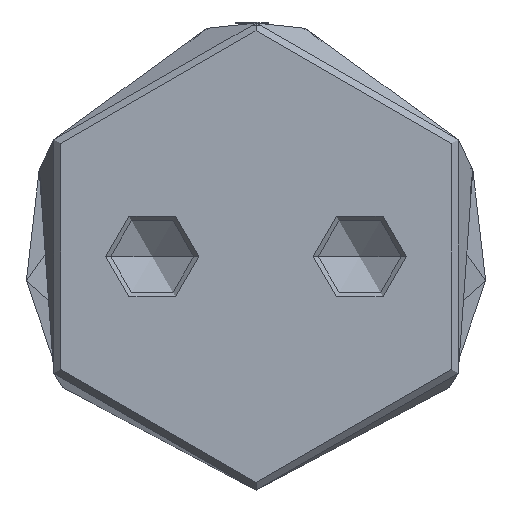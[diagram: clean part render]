
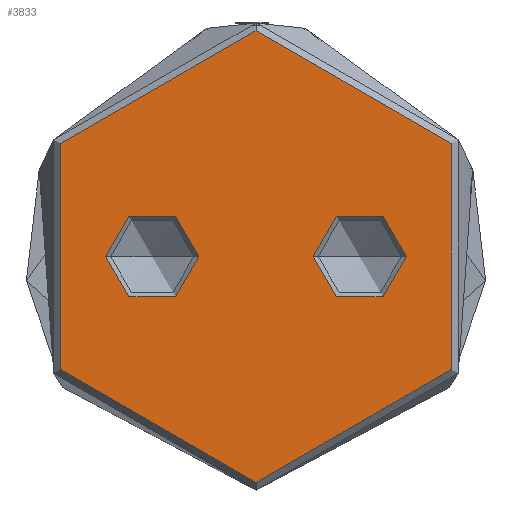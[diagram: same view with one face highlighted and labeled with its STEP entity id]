
A CAD part, front view. The second image highlights one B-rep face of the part: STEP entity #3833.
In plain terms, the highlighted face is planar.
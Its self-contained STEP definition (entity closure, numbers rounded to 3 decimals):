
#46 = CARTESIAN_POINT ( 'NONE',  ( 0., 0., 0. ) ) ;
#123 = DIRECTION ( 'NONE',  ( 0., 0., -1. ) ) ;
#164 = AXIS2_PLACEMENT_3D ( 'NONE', #46, #3066, #5823 ) ;
#259 = CARTESIAN_POINT ( 'NONE',  ( 14.5, 0., 0. ) ) ;
#263 = ORIENTED_EDGE ( 'NONE', *, *, #1866, .T. ) ;
#280 = CARTESIAN_POINT ( 'NONE',  ( 0., 0., 0. ) ) ;
#329 = VERTEX_POINT ( 'NONE', #4681 ) ;
#347 = VERTEX_POINT ( 'NONE', #259 ) ;
#415 = CARTESIAN_POINT ( 'NONE',  ( 10., 0., 0. ) ) ;
#582 = VERTEX_POINT ( 'NONE', #5000 ) ;
#782 = EDGE_CURVE ( 'NONE', #347, #329, #2530, .T. ) ;
#821 = DIRECTION ( 'NONE',  ( 0., 1., 0. ) ) ;
#917 = DIRECTION ( 'NONE',  ( 0., 0., 1. ) ) ;
#937 = DIRECTION ( 'NONE',  ( 1., 0., 0. ) ) ;
#957 = DIRECTION ( 'NONE',  ( 1., 0., 0. ) ) ;
#1024 = AXIS2_PLACEMENT_3D ( 'NONE', #4187, #5477, #4063 ) ;
#1027 = CARTESIAN_POINT ( 'NONE',  ( -14.5, 0., 0. ) ) ;
#1048 = ORIENTED_EDGE ( 'NONE', *, *, #1731, .F. ) ;
#1069 = CARTESIAN_POINT ( 'NONE',  ( 10., 0., 0. ) ) ;
#1138 = FACE_OUTER_BOUND ( 'NONE', #3225, .T. ) ;
#1284 = EDGE_CURVE ( 'NONE', #3551, #582, #2048, .T. ) ;
#1301 = PLANE ( 'NONE',  #5519 ) ;
#1519 = CIRCLE ( 'NONE', #2660, 4.5 ) ;
#1578 = ORIENTED_EDGE ( 'NONE', *, *, #782, .T. ) ;
#1643 = EDGE_CURVE ( 'NONE', #582, #3551, #5930, .T. ) ;
#1731 = EDGE_CURVE ( 'NONE', #5949, #1833, #5652, .T. ) ;
#1766 = AXIS2_PLACEMENT_3D ( 'NONE', #415, #3834, #937 ) ;
#1785 = CIRCLE ( 'NONE', #3519, 4.5 ) ;
#1833 = VERTEX_POINT ( 'NONE', #2167 ) ;
#1866 = EDGE_CURVE ( 'NONE', #329, #347, #1785, .T. ) ;
#2048 = CIRCLE ( 'NONE', #164, 21.75 ) ;
#2161 = ORIENTED_EDGE ( 'NONE', *, *, #4299, .F. ) ;
#2167 = CARTESIAN_POINT ( 'NONE',  ( -5.5, 0., 0. ) ) ;
#2291 = EDGE_LOOP ( 'NONE', ( #1578, #263 ) ) ;
#2530 = CIRCLE ( 'NONE', #1766, 4.5 ) ;
#2616 = FACE_BOUND ( 'NONE', #2291, .T. ) ;
#2660 = AXIS2_PLACEMENT_3D ( 'NONE', #3098, #123, #3547 ) ;
#2799 = CARTESIAN_POINT ( 'NONE',  ( 0., 0., 0. ) ) ;
#3066 = DIRECTION ( 'NONE',  ( 0., 0., -1. ) ) ;
#3098 = CARTESIAN_POINT ( 'NONE',  ( -10., 0., 0. ) ) ;
#3225 = EDGE_LOOP ( 'NONE', ( #4155, #4730 ) ) ;
#3479 = EDGE_LOOP ( 'NONE', ( #1048, #2161 ) ) ;
#3519 = AXIS2_PLACEMENT_3D ( 'NONE', #1069, #917, #957 ) ;
#3547 = DIRECTION ( 'NONE',  ( -1., 0., 0. ) ) ;
#3551 = VERTEX_POINT ( 'NONE', #6220 ) ;
#3711 = FACE_BOUND ( 'NONE', #3479, .T. ) ;
#3733 = DIRECTION ( 'NONE',  ( 0., 0., -1. ) ) ;
#3833 = ADVANCED_FACE ( 'NONE', ( #2616, #3711, #1138 ), #1301, .T. ) ;
#3834 = DIRECTION ( 'NONE',  ( 0., 0., 1. ) ) ;
#4063 = DIRECTION ( 'NONE',  ( -1., 0., 0. ) ) ;
#4155 = ORIENTED_EDGE ( 'NONE', *, *, #1643, .T. ) ;
#4187 = CARTESIAN_POINT ( 'NONE',  ( -10., 0., 0. ) ) ;
#4299 = EDGE_CURVE ( 'NONE', #1833, #5949, #1519, .T. ) ;
#4372 = DIRECTION ( 'NONE',  ( 0., 1., 0. ) ) ;
#4484 = DIRECTION ( 'NONE',  ( 0., 0., -1. ) ) ;
#4681 = CARTESIAN_POINT ( 'NONE',  ( 5.5, 0., 0. ) ) ;
#4730 = ORIENTED_EDGE ( 'NONE', *, *, #1284, .T. ) ;
#4922 = AXIS2_PLACEMENT_3D ( 'NONE', #280, #4484, #4372 ) ;
#5000 = CARTESIAN_POINT ( 'NONE',  ( 0., -21.75, 0. ) ) ;
#5477 = DIRECTION ( 'NONE',  ( 0., 0., -1. ) ) ;
#5519 = AXIS2_PLACEMENT_3D ( 'NONE', #2799, #3733, #821 ) ;
#5652 = CIRCLE ( 'NONE', #1024, 4.5 ) ;
#5823 = DIRECTION ( 'NONE',  ( 0., 1., 0. ) ) ;
#5930 = CIRCLE ( 'NONE', #4922, 21.75 ) ;
#5949 = VERTEX_POINT ( 'NONE', #1027 ) ;
#6220 = CARTESIAN_POINT ( 'NONE',  ( 0., 21.75, 0. ) ) ;
